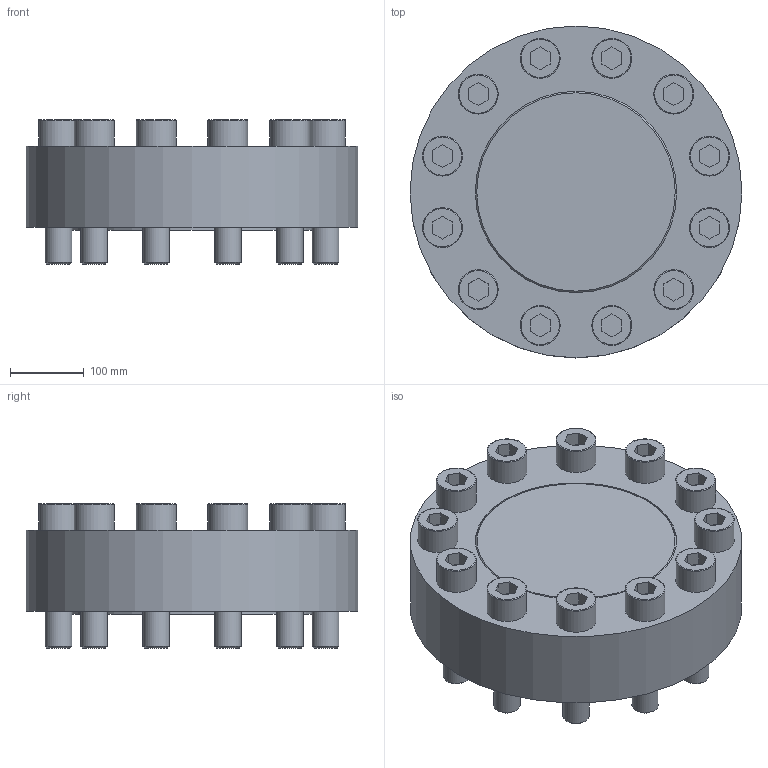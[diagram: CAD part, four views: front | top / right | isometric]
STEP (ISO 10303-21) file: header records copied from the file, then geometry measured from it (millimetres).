
FILE_DESCRIPTION(/* description */ ('STEP AP203'),/* implementation_level */ '2;1');
FILE_NAME(/* name */ 'Blind Flange FAB 150-5-01',/* time_stamp */ '2023-07-21T09:42:36+02:00',/* author */ ('License CC BY-ND 4.0'),/* organization */ ('CADENAS'),/* preprocessor_version */ 'ST-DEVELOPER v19.3',/* originating_system */ 'PARTsolutions',/* authorisation */ ' ');
FILE_SCHEMA (('CONFIG_CONTROL_DESIGN'));
Length unit declared in the file: millimetre
Products named in the file (1): Blindflansch FAB 150-5-01
Bounding box: 450 x 450 x 196 mm (x, y, z)
Volume: 19173052.6 mm3; surface area: 717897.6 mm2
Topology: 1 solids, 4 shells, 178 faces, 389 edges, 256 vertices
Faces by surface type: plane 117, cylinder 33, torus 15, cone 13
Full cylindrical faces by diameter (mm): 36 x12, 54 x12, 177.17 x2, 191.15 x2, 273 x2, 328 x2, 450 x1
Entity records: 5646 total; most frequent: DIRECTION 760, CARTESIAN_POINT 725, ORIENTED_EDGE 618, EDGE_CURVE 309, EDGE_LOOP 282, FACE_BOUND 282, AXIS2_PLACEMENT_3D 272, VERTEX_POINT 237
